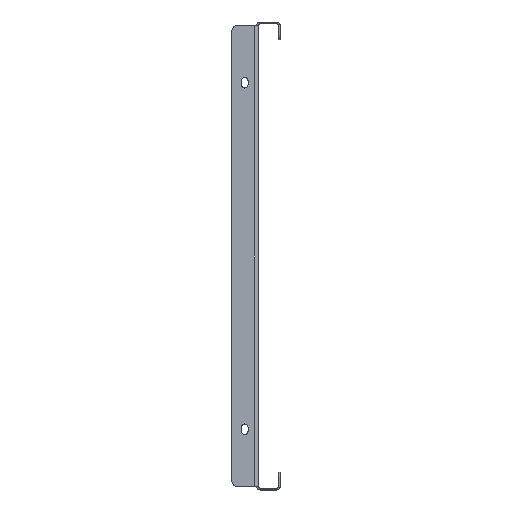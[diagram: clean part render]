
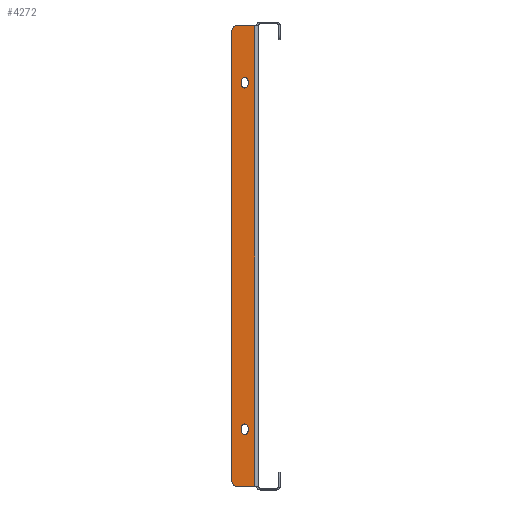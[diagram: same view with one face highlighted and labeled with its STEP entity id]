
A CAD part, left-side view. The second image highlights one B-rep face of the part: STEP entity #4272.
In plain terms, the highlighted planar face has unit normal (-1, 0, 0).
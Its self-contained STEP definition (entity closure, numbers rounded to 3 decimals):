
#73 = CARTESIAN_POINT ( 'NONE',  ( -246., 12.75, 145.25 ) ) ;
#234 = DIRECTION ( 'NONE',  ( 0., -1., 0. ) ) ;
#250 = EDGE_CURVE ( 'NONE', #6564, #3223, #3219, .T. ) ;
#583 = CARTESIAN_POINT ( 'NONE',  ( -246., 1.5, -195.5 ) ) ;
#868 = DIRECTION ( 'NONE',  ( 0., -1., 0. ) ) ;
#935 = ORIENTED_EDGE ( 'NONE', *, *, #6656, .F. ) ;
#1000 = CARTESIAN_POINT ( 'NONE',  ( -246., 0., 195.5 ) ) ;
#1100 = CARTESIAN_POINT ( 'NONE',  ( -246., 7.25, 145.25 ) ) ;
#1215 = AXIS2_PLACEMENT_3D ( 'NONE', #6257, #8245, #12350 ) ;
#1235 = CARTESIAN_POINT ( 'NONE',  ( -246., 1.5, 0. ) ) ;
#1301 = DIRECTION ( 'NONE',  ( 0., 0., 1. ) ) ;
#1397 = FACE_BOUND ( 'NONE', #7513, .T. ) ;
#1480 = DIRECTION ( 'NONE',  ( -1., 0., 0. ) ) ;
#1752 = CARTESIAN_POINT ( 'NONE',  ( -246., 12.75, -145.25 ) ) ;
#2101 = VERTEX_POINT ( 'NONE', #4139 ) ;
#2124 = CARTESIAN_POINT ( 'NONE',  ( -246., 12.75, -145.25 ) ) ;
#2181 = CARTESIAN_POINT ( 'NONE',  ( -246., 12.75, 148.75 ) ) ;
#2252 = CARTESIAN_POINT ( 'NONE',  ( -246., 1.5, 195.5 ) ) ;
#2300 = EDGE_CURVE ( 'NONE', #6552, #11447, #9273, .T. ) ;
#2331 = CARTESIAN_POINT ( 'NONE',  ( -246., 0., 0. ) ) ;
#2338 = EDGE_CURVE ( 'NONE', #3223, #2771, #5454, .T. ) ;
#2430 = CARTESIAN_POINT ( 'NONE',  ( -246., 21., 195.5 ) ) ;
#2736 = DIRECTION ( 'NONE',  ( 0., 0., -1. ) ) ;
#2771 = VERTEX_POINT ( 'NONE', #2181 ) ;
#3027 = EDGE_CURVE ( 'NONE', #8108, #9069, #9717, .T. ) ;
#3029 = VECTOR ( 'NONE', #868, 1000. ) ;
#3219 = LINE ( 'NONE', #1100, #3470 ) ;
#3223 = VERTEX_POINT ( 'NONE', #11886 ) ;
#3278 = DIRECTION ( 'NONE',  ( 0., -1., 0. ) ) ;
#3390 = EDGE_CURVE ( 'NONE', #11782, #11915, #8857, .T. ) ;
#3409 = CARTESIAN_POINT ( 'NONE',  ( -246., 10., -145.25 ) ) ;
#3470 = VECTOR ( 'NONE', #8290, 1000. ) ;
#3583 = CARTESIAN_POINT ( 'NONE',  ( -246., 7.25, -145.25 ) ) ;
#3610 = DIRECTION ( 'NONE',  ( 0., 1., 0. ) ) ;
#3749 = CIRCLE ( 'NONE', #1215, 5. ) ;
#3769 = CARTESIAN_POINT ( 'NONE',  ( -246., 7.25, -148.75 ) ) ;
#3788 = CARTESIAN_POINT ( 'NONE',  ( -246., 16., -195.5 ) ) ;
#3869 = ORIENTED_EDGE ( 'NONE', *, *, #7936, .T. ) ;
#4019 = DIRECTION ( 'NONE',  ( 0., 0., 1. ) ) ;
#4139 = CARTESIAN_POINT ( 'NONE',  ( -246., 12.75, -148.75 ) ) ;
#4221 = ORIENTED_EDGE ( 'NONE', *, *, #12591, .F. ) ;
#4251 = EDGE_LOOP ( 'NONE', ( #6637, #11437, #4221, #3869, #8381, #13017 ) ) ;
#4272 = ADVANCED_FACE ( 'NONE', ( #11326, #1397, #12580 ), #6479, .T. ) ;
#4273 = ORIENTED_EDGE ( 'NONE', *, *, #3390, .F. ) ;
#4286 = VECTOR ( 'NONE', #10499, 1000. ) ;
#4455 = DIRECTION ( 'NONE',  ( 0., -1., 0. ) ) ;
#4546 = AXIS2_PLACEMENT_3D ( 'NONE', #11950, #5921, #9966 ) ;
#4666 = LINE ( 'NONE', #1752, #4809 ) ;
#4756 = VERTEX_POINT ( 'NONE', #2252 ) ;
#4782 = CARTESIAN_POINT ( 'NONE',  ( -246., 21., 190.5 ) ) ;
#4809 = VECTOR ( 'NONE', #7628, 1000. ) ;
#4832 = VECTOR ( 'NONE', #12705, 1000. ) ;
#5158 = LINE ( 'NONE', #1000, #3029 ) ;
#5178 = VERTEX_POINT ( 'NONE', #73 ) ;
#5454 = CIRCLE ( 'NONE', #7146, 2.75 ) ;
#5722 = LINE ( 'NONE', #2430, #4286 ) ;
#5921 = DIRECTION ( 'NONE',  ( -1., 0., 0. ) ) ;
#6134 = LINE ( 'NONE', #11230, #6657 ) ;
#6236 = EDGE_LOOP ( 'NONE', ( #11047, #7691, #13029, #12464 ) ) ;
#6257 = CARTESIAN_POINT ( 'NONE',  ( -246., 16., -190.5 ) ) ;
#6317 = VERTEX_POINT ( 'NONE', #3769 ) ;
#6479 = PLANE ( 'NONE',  #9101 ) ;
#6552 = VERTEX_POINT ( 'NONE', #11555 ) ;
#6564 = VERTEX_POINT ( 'NONE', #6582 ) ;
#6582 = CARTESIAN_POINT ( 'NONE',  ( -246., 7.25, 145.25 ) ) ;
#6637 = ORIENTED_EDGE ( 'NONE', *, *, #13089, .F. ) ;
#6656 = EDGE_CURVE ( 'NONE', #2101, #6317, #7916, .T. ) ;
#6657 = VECTOR ( 'NONE', #1301, 1000. ) ;
#7146 = AXIS2_PLACEMENT_3D ( 'NONE', #10264, #11322, #234 ) ;
#7230 = ORIENTED_EDGE ( 'NONE', *, *, #12294, .F. ) ;
#7424 = EDGE_CURVE ( 'NONE', #8108, #4756, #12081, .T. ) ;
#7513 = EDGE_LOOP ( 'NONE', ( #4273, #7230, #935, #8200 ) ) ;
#7628 = DIRECTION ( 'NONE',  ( 0., 0., -1. ) ) ;
#7691 = ORIENTED_EDGE ( 'NONE', *, *, #11870, .F. ) ;
#7916 = CIRCLE ( 'NONE', #4546, 2.75 ) ;
#7936 = EDGE_CURVE ( 'NONE', #8121, #9069, #3749, .T. ) ;
#8108 = VERTEX_POINT ( 'NONE', #583 ) ;
#8121 = VERTEX_POINT ( 'NONE', #9706 ) ;
#8200 = ORIENTED_EDGE ( 'NONE', *, *, #8304, .F. ) ;
#8245 = DIRECTION ( 'NONE',  ( -1., 0., 0. ) ) ;
#8290 = DIRECTION ( 'NONE',  ( 0., 0., 1. ) ) ;
#8304 = EDGE_CURVE ( 'NONE', #11915, #2101, #4666, .T. ) ;
#8381 = ORIENTED_EDGE ( 'NONE', *, *, #3027, .F. ) ;
#8737 = LINE ( 'NONE', #11781, #10245 ) ;
#8857 = CIRCLE ( 'NONE', #9288, 2.75 ) ;
#8962 = AXIS2_PLACEMENT_3D ( 'NONE', #9423, #1480, #3278 ) ;
#9069 = VERTEX_POINT ( 'NONE', #3788 ) ;
#9101 = AXIS2_PLACEMENT_3D ( 'NONE', #2331, #9338, #10532 ) ;
#9273 = CIRCLE ( 'NONE', #11803, 5. ) ;
#9288 = AXIS2_PLACEMENT_3D ( 'NONE', #3409, #11472, #3610 ) ;
#9338 = DIRECTION ( 'NONE',  ( -1., 0., 0. ) ) ;
#9356 = CARTESIAN_POINT ( 'NONE',  ( -246., 16., 190.5 ) ) ;
#9423 = CARTESIAN_POINT ( 'NONE',  ( -246., 10., 145.25 ) ) ;
#9706 = CARTESIAN_POINT ( 'NONE',  ( -246., 21., -190.5 ) ) ;
#9717 = LINE ( 'NONE', #10642, #4832 ) ;
#9966 = DIRECTION ( 'NONE',  ( 0., 1., 0. ) ) ;
#10245 = VECTOR ( 'NONE', #2736, 1000. ) ;
#10264 = CARTESIAN_POINT ( 'NONE',  ( -246., 10., 148.75 ) ) ;
#10499 = DIRECTION ( 'NONE',  ( 0., 0., 1. ) ) ;
#10532 = DIRECTION ( 'NONE',  ( 0., -1., 0. ) ) ;
#10642 = CARTESIAN_POINT ( 'NONE',  ( -246., 21., -195.5 ) ) ;
#11047 = ORIENTED_EDGE ( 'NONE', *, *, #11211, .F. ) ;
#11211 = EDGE_CURVE ( 'NONE', #5178, #6564, #12561, .T. ) ;
#11230 = CARTESIAN_POINT ( 'NONE',  ( -246., 7.25, -145.25 ) ) ;
#11322 = DIRECTION ( 'NONE',  ( -1., 0., 0. ) ) ;
#11326 = FACE_BOUND ( 'NONE', #6236, .T. ) ;
#11437 = ORIENTED_EDGE ( 'NONE', *, *, #2300, .T. ) ;
#11447 = VERTEX_POINT ( 'NONE', #4782 ) ;
#11472 = DIRECTION ( 'NONE',  ( -1., 0., 0. ) ) ;
#11498 = VECTOR ( 'NONE', #4019, 1000. ) ;
#11555 = CARTESIAN_POINT ( 'NONE',  ( -246., 16., 195.5 ) ) ;
#11781 = CARTESIAN_POINT ( 'NONE',  ( -246., 12.75, 145.25 ) ) ;
#11782 = VERTEX_POINT ( 'NONE', #3583 ) ;
#11803 = AXIS2_PLACEMENT_3D ( 'NONE', #9356, #12599, #4455 ) ;
#11870 = EDGE_CURVE ( 'NONE', #2771, #5178, #8737, .T. ) ;
#11886 = CARTESIAN_POINT ( 'NONE',  ( -246., 7.25, 148.75 ) ) ;
#11915 = VERTEX_POINT ( 'NONE', #2124 ) ;
#11950 = CARTESIAN_POINT ( 'NONE',  ( -246., 10., -148.75 ) ) ;
#12081 = LINE ( 'NONE', #1235, #11498 ) ;
#12294 = EDGE_CURVE ( 'NONE', #6317, #11782, #6134, .T. ) ;
#12350 = DIRECTION ( 'NONE',  ( 0., -1., 0. ) ) ;
#12464 = ORIENTED_EDGE ( 'NONE', *, *, #250, .F. ) ;
#12561 = CIRCLE ( 'NONE', #8962, 2.75 ) ;
#12580 = FACE_OUTER_BOUND ( 'NONE', #4251, .T. ) ;
#12591 = EDGE_CURVE ( 'NONE', #8121, #11447, #5722, .T. ) ;
#12599 = DIRECTION ( 'NONE',  ( -1., 0., 0. ) ) ;
#12705 = DIRECTION ( 'NONE',  ( 0., 1., 0. ) ) ;
#13017 = ORIENTED_EDGE ( 'NONE', *, *, #7424, .T. ) ;
#13029 = ORIENTED_EDGE ( 'NONE', *, *, #2338, .F. ) ;
#13089 = EDGE_CURVE ( 'NONE', #6552, #4756, #5158, .T. ) ;
